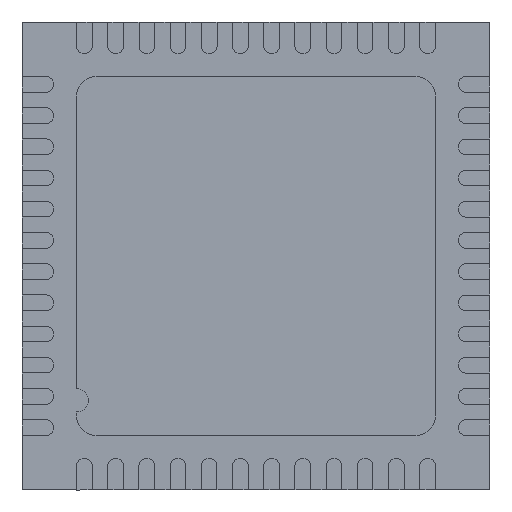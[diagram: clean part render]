
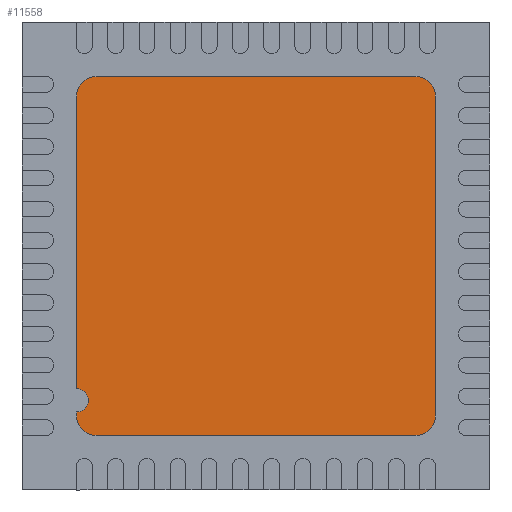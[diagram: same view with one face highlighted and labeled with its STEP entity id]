
A CAD part, front view. The second image highlights one B-rep face of the part: STEP entity #11558.
In plain terms, the highlighted planar face has unit normal (0, -1, 0).
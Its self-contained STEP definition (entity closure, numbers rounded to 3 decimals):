
#12 = CIRCLE ( 'NONE', #4453, 0.25 ) ;
#220 = DIRECTION ( 'NONE',  ( 0., 0., -1. ) ) ;
#261 = DIRECTION ( 'NONE',  ( 0., 0., -1. ) ) ;
#291 = CARTESIAN_POINT ( 'NONE',  ( -2.3, 0., -1.7 ) ) ;
#359 = EDGE_CURVE ( 'NONE', #19586, #1356, #9747, .T. ) ;
#387 = EDGE_CURVE ( 'NONE', #6188, #20385, #4496, .T. ) ;
#828 = VERTEX_POINT ( 'NONE', #20406 ) ;
#830 = CARTESIAN_POINT ( 'NONE',  ( 0., 0., 0. ) ) ;
#842 = VERTEX_POINT ( 'NONE', #5225 ) ;
#1356 = VERTEX_POINT ( 'NONE', #291 ) ;
#1902 = CARTESIAN_POINT ( 'NONE',  ( 2.05, 0., -2.3 ) ) ;
#2373 = DIRECTION ( 'NONE',  ( 0., -1., 0. ) ) ;
#2788 = AXIS2_PLACEMENT_3D ( 'NONE', #7386, #15676, #220 ) ;
#3157 = AXIS2_PLACEMENT_3D ( 'NONE', #3169, #13234, #7973 ) ;
#3169 = CARTESIAN_POINT ( 'NONE',  ( 2.05, 0., -2.05 ) ) ;
#3574 = CARTESIAN_POINT ( 'NONE',  ( -2.05, 0., -2.05 ) ) ;
#3931 = AXIS2_PLACEMENT_3D ( 'NONE', #8923, #17542, #12255 ) ;
#4023 = VERTEX_POINT ( 'NONE', #10662 ) ;
#4171 = CARTESIAN_POINT ( 'NONE',  ( -2.3, 0., 0. ) ) ;
#4453 = AXIS2_PLACEMENT_3D ( 'NONE', #3574, #15271, #261 ) ;
#4496 = CIRCLE ( 'NONE', #3931, 0.25 ) ;
#5093 = EDGE_CURVE ( 'NONE', #19586, #4023, #11552, .T. ) ;
#5225 = CARTESIAN_POINT ( 'NONE',  ( 2.05, 0., 2.3 ) ) ;
#5774 = EDGE_CURVE ( 'NONE', #20385, #1356, #9393, .T. ) ;
#5921 = CARTESIAN_POINT ( 'NONE',  ( -2.05, 0., 2.3 ) ) ;
#5987 = AXIS2_PLACEMENT_3D ( 'NONE', #14675, #21737, #16526 ) ;
#6151 = LINE ( 'NONE', #8412, #11163 ) ;
#6188 = VERTEX_POINT ( 'NONE', #5921 ) ;
#6338 = ORIENTED_EDGE ( 'NONE', *, *, #5093, .T. ) ;
#6456 = DIRECTION ( 'NONE',  ( 0., 0., -1. ) ) ;
#6563 = VECTOR ( 'NONE', #20658, 1000. ) ;
#6801 = CARTESIAN_POINT ( 'NONE',  ( 0., 0., -2.3 ) ) ;
#7117 = ORIENTED_EDGE ( 'NONE', *, *, #359, .F. ) ;
#7196 = EDGE_CURVE ( 'NONE', #16905, #8576, #11042, .T. ) ;
#7386 = CARTESIAN_POINT ( 'NONE',  ( -2.3, 0., -1.85 ) ) ;
#7901 = FACE_OUTER_BOUND ( 'NONE', #21442, .T. ) ;
#7903 = CIRCLE ( 'NONE', #3157, 0.25 ) ;
#7973 = DIRECTION ( 'NONE',  ( 0., 0., -1. ) ) ;
#8412 = CARTESIAN_POINT ( 'NONE',  ( 0., 0., 2.3 ) ) ;
#8576 = VERTEX_POINT ( 'NONE', #19771 ) ;
#8923 = CARTESIAN_POINT ( 'NONE',  ( -2.05, 0., 2.05 ) ) ;
#9393 = LINE ( 'NONE', #4171, #15528 ) ;
#9747 = CIRCLE ( 'NONE', #2788, 0.15 ) ;
#10202 = EDGE_CURVE ( 'NONE', #842, #6188, #6151, .T. ) ;
#10662 = CARTESIAN_POINT ( 'NONE',  ( -2.3, 0., -2.05 ) ) ;
#10670 = ORIENTED_EDGE ( 'NONE', *, *, #14700, .F. ) ;
#11042 = LINE ( 'NONE', #6801, #6563 ) ;
#11163 = VECTOR ( 'NONE', #20218, 1000. ) ;
#11181 = DIRECTION ( 'NONE',  ( 0., 0., -1. ) ) ;
#11488 = ORIENTED_EDGE ( 'NONE', *, *, #12810, .F. ) ;
#11552 = LINE ( 'NONE', #15981, #18754 ) ;
#11558 = ADVANCED_FACE ( 'NONE', ( #7901 ), #20994, .T. ) ;
#12255 = DIRECTION ( 'NONE',  ( 0., 0., -1. ) ) ;
#12810 = EDGE_CURVE ( 'NONE', #842, #20231, #19495, .T. ) ;
#13234 = DIRECTION ( 'NONE',  ( 0., 1., 0. ) ) ;
#13304 = CARTESIAN_POINT ( 'NONE',  ( 2.3, 0., 2.05 ) ) ;
#14111 = ORIENTED_EDGE ( 'NONE', *, *, #387, .T. ) ;
#14675 = CARTESIAN_POINT ( 'NONE',  ( 2.05, 0., 2.05 ) ) ;
#14700 = EDGE_CURVE ( 'NONE', #8576, #4023, #12, .T. ) ;
#14933 = ORIENTED_EDGE ( 'NONE', *, *, #7196, .F. ) ;
#15089 = CARTESIAN_POINT ( 'NONE',  ( -2.3, 0., 2.05 ) ) ;
#15271 = DIRECTION ( 'NONE',  ( 0., 1., 0. ) ) ;
#15463 = EDGE_CURVE ( 'NONE', #20231, #828, #21232, .T. ) ;
#15528 = VECTOR ( 'NONE', #6456, 1000. ) ;
#15676 = DIRECTION ( 'NONE',  ( 0., -1., 0. ) ) ;
#15822 = CARTESIAN_POINT ( 'NONE',  ( -2.3, 0., -2. ) ) ;
#15981 = CARTESIAN_POINT ( 'NONE',  ( -2.3, 0., 0. ) ) ;
#16526 = DIRECTION ( 'NONE',  ( 0., 0., -1. ) ) ;
#16841 = ORIENTED_EDGE ( 'NONE', *, *, #10202, .T. ) ;
#16905 = VERTEX_POINT ( 'NONE', #1902 ) ;
#17228 = ORIENTED_EDGE ( 'NONE', *, *, #15463, .F. ) ;
#17542 = DIRECTION ( 'NONE',  ( 0., -1., 0. ) ) ;
#17572 = DIRECTION ( 'NONE',  ( 0., 0., -1. ) ) ;
#17951 = CARTESIAN_POINT ( 'NONE',  ( 2.3, 0., 0. ) ) ;
#18045 = VECTOR ( 'NONE', #11181, 1000. ) ;
#18754 = VECTOR ( 'NONE', #21176, 1000. ) ;
#19105 = ORIENTED_EDGE ( 'NONE', *, *, #5774, .T. ) ;
#19495 = CIRCLE ( 'NONE', #5987, 0.25 ) ;
#19586 = VERTEX_POINT ( 'NONE', #15822 ) ;
#19771 = CARTESIAN_POINT ( 'NONE',  ( -2.05, 0., -2.3 ) ) ;
#20218 = DIRECTION ( 'NONE',  ( -1., 0., 0. ) ) ;
#20231 = VERTEX_POINT ( 'NONE', #13304 ) ;
#20385 = VERTEX_POINT ( 'NONE', #15089 ) ;
#20406 = CARTESIAN_POINT ( 'NONE',  ( 2.3, 0., -2.05 ) ) ;
#20658 = DIRECTION ( 'NONE',  ( -1., 0., 0. ) ) ;
#20736 = AXIS2_PLACEMENT_3D ( 'NONE', #830, #2373, #17572 ) ;
#20833 = ORIENTED_EDGE ( 'NONE', *, *, #21293, .F. ) ;
#20994 = PLANE ( 'NONE',  #20736 ) ;
#21176 = DIRECTION ( 'NONE',  ( 0., 0., -1. ) ) ;
#21232 = LINE ( 'NONE', #17951, #18045 ) ;
#21293 = EDGE_CURVE ( 'NONE', #828, #16905, #7903, .T. ) ;
#21442 = EDGE_LOOP ( 'NONE', ( #16841, #14111, #19105, #7117, #6338, #10670, #14933, #20833, #17228, #11488 ) ) ;
#21737 = DIRECTION ( 'NONE',  ( 0., 1., 0. ) ) ;
